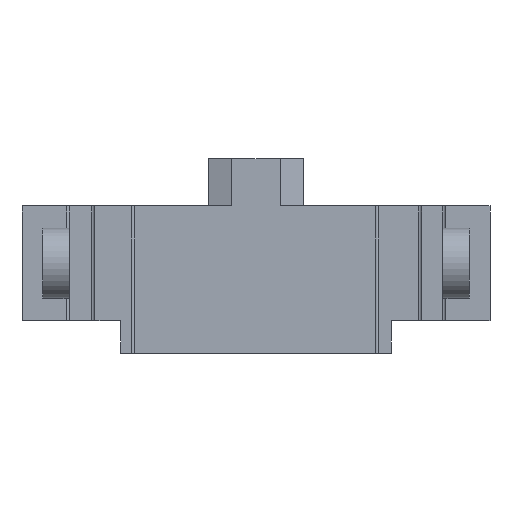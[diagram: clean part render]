
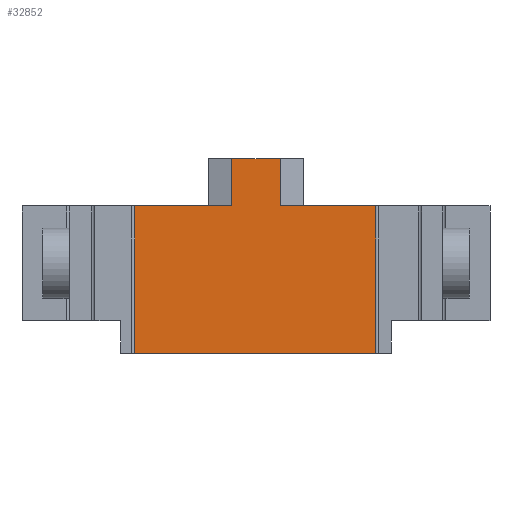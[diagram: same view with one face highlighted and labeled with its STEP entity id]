
A CAD part, front view. The second image highlights one B-rep face of the part: STEP entity #32852.
In plain terms, the highlighted planar face has unit normal (0, -1, 0).
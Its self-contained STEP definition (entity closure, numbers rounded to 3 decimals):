
#3187 = PLANE('',#3188);
#3188 = AXIS2_PLACEMENT_3D('',#3189,#3190,#3191);
#3189 = CARTESIAN_POINT('',(-15.9,-40.,3.4));
#3190 = DIRECTION('',(0.,0.,1.));
#3191 = DIRECTION('',(1.,0.,-0.));
#4288 = PLANE('',#4289);
#4289 = AXIS2_PLACEMENT_3D('',#4290,#4291,#4292);
#4290 = CARTESIAN_POINT('',(-12.7,-39.9,-6.6));
#4291 = DIRECTION('',(0.,0.,-1.));
#4292 = DIRECTION('',(0.,1.,0.));
#5569 = PLANE('',#5570);
#5570 = AXIS2_PLACEMENT_3D('',#5571,#5572,#5573);
#5571 = CARTESIAN_POINT('',(-15.9,-40.,3.4));
#5572 = DIRECTION('',(0.,0.,1.));
#5573 = DIRECTION('',(1.,0.,-0.));
#8376 = VERTEX_POINT('',#8377);
#8377 = CARTESIAN_POINT('',(1.65,-39.9,3.4));
#8393 = PLANE('',#8394);
#8394 = AXIS2_PLACEMENT_3D('',#8395,#8396,#8397);
#8395 = CARTESIAN_POINT('',(2.45,-39.667,3.4));
#8396 = DIRECTION('',(0.28,-0.96,0.));
#8397 = DIRECTION('',(0.,0.,-1.));
#8405 = EDGE_CURVE('',#8406,#8376,#8408,.T.);
#8406 = VERTEX_POINT('',#8407);
#8407 = CARTESIAN_POINT('',(8.15,-39.9,3.4));
#8408 = SURFACE_CURVE('',#8409,(#8413,#8420),.PCURVE_S1.);
#8409 = LINE('',#8410,#8411);
#8410 = CARTESIAN_POINT('',(12.7,-39.9,3.4));
#8411 = VECTOR('',#8412,1.);
#8412 = DIRECTION('',(-1.,0.,0.));
#8413 = PCURVE('',#3187,#8414);
#8414 = DEFINITIONAL_REPRESENTATION('',(#8415),#8419);
#8415 = LINE('',#8416,#8417);
#8416 = CARTESIAN_POINT('',(28.6,0.1));
#8417 = VECTOR('',#8418,1.);
#8418 = DIRECTION('',(-1.,0.));
#8419 = ( GEOMETRIC_REPRESENTATION_CONTEXT(2) 
PARAMETRIC_REPRESENTATION_CONTEXT() REPRESENTATION_CONTEXT('2D SPACE',''
  ) );
#8420 = PCURVE('',#8421,#8426);
#8421 = PLANE('',#8422);
#8422 = AXIS2_PLACEMENT_3D('',#8423,#8424,#8425);
#8423 = CARTESIAN_POINT('',(8.,-39.9,-6.6));
#8424 = DIRECTION('',(0.,1.,0.));
#8425 = DIRECTION('',(0.,0.,1.));
#8426 = DEFINITIONAL_REPRESENTATION('',(#8427),#8431);
#8427 = LINE('',#8428,#8429);
#8428 = CARTESIAN_POINT('',(10.,4.7));
#8429 = VECTOR('',#8430,1.);
#8430 = DIRECTION('',(0.,-1.));
#8431 = ( GEOMETRIC_REPRESENTATION_CONTEXT(2) 
PARAMETRIC_REPRESENTATION_CONTEXT() REPRESENTATION_CONTEXT('2D SPACE',''
  ) );
#8450 = CYLINDRICAL_SURFACE('',#8451,0.2);
#8451 = AXIS2_PLACEMENT_3D('',#8452,#8453,#8454);
#8452 = CARTESIAN_POINT('',(8.35,-39.9,-6.6));
#8453 = DIRECTION('',(0.,0.,1.));
#8454 = DIRECTION('',(0.,1.,0.));
#14759 = VERTEX_POINT('',#14760);
#14760 = CARTESIAN_POINT('',(-8.25,-39.9,-6.6));
#14774 = PLANE('',#14775);
#14775 = AXIS2_PLACEMENT_3D('',#14776,#14777,#14778);
#14776 = CARTESIAN_POINT('',(-8.25,-39.1,3.4));
#14777 = DIRECTION('',(-1.,0.,0.));
#14778 = DIRECTION('',(0.,-1.,0.));
#14845 = VERTEX_POINT('',#14846);
#14846 = CARTESIAN_POINT('',(8.15,-39.9,-6.6));
#14872 = EDGE_CURVE('',#14845,#14759,#14873,.T.);
#14873 = SURFACE_CURVE('',#14874,(#14878,#14885),.PCURVE_S1.);
#14874 = LINE('',#14875,#14876);
#14875 = CARTESIAN_POINT('',(8.15,-39.9,-6.6));
#14876 = VECTOR('',#14877,1.);
#14877 = DIRECTION('',(-1.,0.,0.));
#14878 = PCURVE('',#4288,#14879);
#14879 = DEFINITIONAL_REPRESENTATION('',(#14880),#14884);
#14880 = LINE('',#14881,#14882);
#14881 = CARTESIAN_POINT('',(0.,20.85));
#14882 = VECTOR('',#14883,1.);
#14883 = DIRECTION('',(0.,-1.));
#14884 = ( GEOMETRIC_REPRESENTATION_CONTEXT(2) 
PARAMETRIC_REPRESENTATION_CONTEXT() REPRESENTATION_CONTEXT('2D SPACE',''
  ) );
#14885 = PCURVE('',#8421,#14886);
#14886 = DEFINITIONAL_REPRESENTATION('',(#14887),#14891);
#14887 = LINE('',#14888,#14889);
#14888 = CARTESIAN_POINT('',(0.,0.15));
#14889 = VECTOR('',#14890,1.);
#14890 = DIRECTION('',(0.,-1.));
#14891 = ( GEOMETRIC_REPRESENTATION_CONTEXT(2) 
PARAMETRIC_REPRESENTATION_CONTEXT() REPRESENTATION_CONTEXT('2D SPACE',''
  ) );
#15628 = VERTEX_POINT('',#15629);
#15629 = CARTESIAN_POINT('',(-8.25,-39.9,3.4));
#15650 = EDGE_CURVE('',#15651,#15628,#15653,.T.);
#15651 = VERTEX_POINT('',#15652);
#15652 = CARTESIAN_POINT('',(-1.65,-39.9,3.4));
#15653 = SURFACE_CURVE('',#15654,(#15658,#15665),.PCURVE_S1.);
#15654 = LINE('',#15655,#15656);
#15655 = CARTESIAN_POINT('',(12.7,-39.9,3.4));
#15656 = VECTOR('',#15657,1.);
#15657 = DIRECTION('',(-1.,0.,0.));
#15658 = PCURVE('',#5569,#15659);
#15659 = DEFINITIONAL_REPRESENTATION('',(#15660),#15664);
#15660 = LINE('',#15661,#15662);
#15661 = CARTESIAN_POINT('',(28.6,0.1));
#15662 = VECTOR('',#15663,1.);
#15663 = DIRECTION('',(-1.,0.));
#15664 = ( GEOMETRIC_REPRESENTATION_CONTEXT(2) 
PARAMETRIC_REPRESENTATION_CONTEXT() REPRESENTATION_CONTEXT('2D SPACE',''
  ) );
#15665 = PCURVE('',#8421,#15666);
#15666 = DEFINITIONAL_REPRESENTATION('',(#15667),#15671);
#15667 = LINE('',#15668,#15669);
#15668 = CARTESIAN_POINT('',(10.,4.7));
#15669 = VECTOR('',#15670,1.);
#15670 = DIRECTION('',(0.,-1.));
#15671 = ( GEOMETRIC_REPRESENTATION_CONTEXT(2) 
PARAMETRIC_REPRESENTATION_CONTEXT() REPRESENTATION_CONTEXT('2D SPACE',''
  ) );
#15689 = PLANE('',#15690);
#15690 = AXIS2_PLACEMENT_3D('',#15691,#15692,#15693);
#15691 = CARTESIAN_POINT('',(-2.45,-39.667,3.4));
#15692 = DIRECTION('',(0.28,0.96,0.));
#15693 = DIRECTION('',(0.,0.,-1.));
#22007 = PLANE('',#22008);
#22008 = AXIS2_PLACEMENT_3D('',#22009,#22010,#22011);
#22009 = CARTESIAN_POINT('',(-1.65,-40.,6.6));
#22010 = DIRECTION('',(0.,0.,1.));
#22011 = DIRECTION('',(1.,0.,-0.));
#23065 = EDGE_CURVE('',#8376,#23066,#23068,.T.);
#23066 = VERTEX_POINT('',#23067);
#23067 = CARTESIAN_POINT('',(1.65,-39.9,6.6));
#23068 = SURFACE_CURVE('',#23069,(#23073,#23080),.PCURVE_S1.);
#23069 = LINE('',#23070,#23071);
#23070 = CARTESIAN_POINT('',(1.65,-39.9,5.));
#23071 = VECTOR('',#23072,1.);
#23072 = DIRECTION('',(-0.,0.,1.));
#23073 = PCURVE('',#8393,#23074);
#23074 = DEFINITIONAL_REPRESENTATION('',(#23075),#23079);
#23075 = LINE('',#23076,#23077);
#23076 = CARTESIAN_POINT('',(-1.6,-0.833));
#23077 = VECTOR('',#23078,1.);
#23078 = DIRECTION('',(-1.,0.));
#23079 = ( GEOMETRIC_REPRESENTATION_CONTEXT(2) 
PARAMETRIC_REPRESENTATION_CONTEXT() REPRESENTATION_CONTEXT('2D SPACE',''
  ) );
#23080 = PCURVE('',#8421,#23081);
#23081 = DEFINITIONAL_REPRESENTATION('',(#23082),#23086);
#23082 = LINE('',#23083,#23084);
#23083 = CARTESIAN_POINT('',(11.6,-6.35));
#23084 = VECTOR('',#23085,1.);
#23085 = DIRECTION('',(1.,0.));
#23086 = ( GEOMETRIC_REPRESENTATION_CONTEXT(2) 
PARAMETRIC_REPRESENTATION_CONTEXT() REPRESENTATION_CONTEXT('2D SPACE',''
  ) );
#32832 = EDGE_CURVE('',#14845,#8406,#32833,.T.);
#32833 = SURFACE_CURVE('',#32834,(#32838,#32845),.PCURVE_S1.);
#32834 = LINE('',#32835,#32836);
#32835 = CARTESIAN_POINT('',(8.15,-39.9,-6.6));
#32836 = VECTOR('',#32837,1.);
#32837 = DIRECTION('',(0.,0.,1.));
#32838 = PCURVE('',#8450,#32839);
#32839 = DEFINITIONAL_REPRESENTATION('',(#32840),#32844);
#32840 = LINE('',#32841,#32842);
#32841 = CARTESIAN_POINT('',(7.854,0.));
#32842 = VECTOR('',#32843,1.);
#32843 = DIRECTION('',(0.,1.));
#32844 = ( GEOMETRIC_REPRESENTATION_CONTEXT(2) 
PARAMETRIC_REPRESENTATION_CONTEXT() REPRESENTATION_CONTEXT('2D SPACE',''
  ) );
#32845 = PCURVE('',#8421,#32846);
#32846 = DEFINITIONAL_REPRESENTATION('',(#32847),#32851);
#32847 = LINE('',#32848,#32849);
#32848 = CARTESIAN_POINT('',(0.,0.15));
#32849 = VECTOR('',#32850,1.);
#32850 = DIRECTION('',(1.,0.));
#32851 = ( GEOMETRIC_REPRESENTATION_CONTEXT(2) 
PARAMETRIC_REPRESENTATION_CONTEXT() REPRESENTATION_CONTEXT('2D SPACE',''
  ) );
#32852 = ADVANCED_FACE('',(#32853),#8421,.F.);
#32853 = FACE_BOUND('',#32854,.F.);
#32854 = EDGE_LOOP('',(#32855,#32876,#32877,#32900,#32921,#32922,#32923,
    #32924));
#32855 = ORIENTED_EDGE('',*,*,#32856,.T.);
#32856 = EDGE_CURVE('',#14759,#15628,#32857,.T.);
#32857 = SURFACE_CURVE('',#32858,(#32862,#32869),.PCURVE_S1.);
#32858 = LINE('',#32859,#32860);
#32859 = CARTESIAN_POINT('',(-8.25,-39.9,-0.5));
#32860 = VECTOR('',#32861,1.);
#32861 = DIRECTION('',(0.,-0.,1.));
#32862 = PCURVE('',#8421,#32863);
#32863 = DEFINITIONAL_REPRESENTATION('',(#32864),#32868);
#32864 = LINE('',#32865,#32866);
#32865 = CARTESIAN_POINT('',(6.1,-16.25));
#32866 = VECTOR('',#32867,1.);
#32867 = DIRECTION('',(1.,0.));
#32868 = ( GEOMETRIC_REPRESENTATION_CONTEXT(2) 
PARAMETRIC_REPRESENTATION_CONTEXT() REPRESENTATION_CONTEXT('2D SPACE',''
  ) );
#32869 = PCURVE('',#14774,#32870);
#32870 = DEFINITIONAL_REPRESENTATION('',(#32871),#32875);
#32871 = LINE('',#32872,#32873);
#32872 = CARTESIAN_POINT('',(0.8,-3.9));
#32873 = VECTOR('',#32874,1.);
#32874 = DIRECTION('',(0.,1.));
#32875 = ( GEOMETRIC_REPRESENTATION_CONTEXT(2) 
PARAMETRIC_REPRESENTATION_CONTEXT() REPRESENTATION_CONTEXT('2D SPACE',''
  ) );
#32876 = ORIENTED_EDGE('',*,*,#15650,.F.);
#32877 = ORIENTED_EDGE('',*,*,#32878,.F.);
#32878 = EDGE_CURVE('',#32879,#15651,#32881,.T.);
#32879 = VERTEX_POINT('',#32880);
#32880 = CARTESIAN_POINT('',(-1.65,-39.9,6.6));
#32881 = SURFACE_CURVE('',#32882,(#32886,#32893),.PCURVE_S1.);
#32882 = LINE('',#32883,#32884);
#32883 = CARTESIAN_POINT('',(-1.65,-39.9,3.4));
#32884 = VECTOR('',#32885,1.);
#32885 = DIRECTION('',(0.,0.,-1.));
#32886 = PCURVE('',#8421,#32887);
#32887 = DEFINITIONAL_REPRESENTATION('',(#32888),#32892);
#32888 = LINE('',#32889,#32890);
#32889 = CARTESIAN_POINT('',(10.,-9.65));
#32890 = VECTOR('',#32891,1.);
#32891 = DIRECTION('',(-1.,0.));
#32892 = ( GEOMETRIC_REPRESENTATION_CONTEXT(2) 
PARAMETRIC_REPRESENTATION_CONTEXT() REPRESENTATION_CONTEXT('2D SPACE',''
  ) );
#32893 = PCURVE('',#15689,#32894);
#32894 = DEFINITIONAL_REPRESENTATION('',(#32895),#32899);
#32895 = LINE('',#32896,#32897);
#32896 = CARTESIAN_POINT('',(0.,-0.833));
#32897 = VECTOR('',#32898,1.);
#32898 = DIRECTION('',(1.,-0.));
#32899 = ( GEOMETRIC_REPRESENTATION_CONTEXT(2) 
PARAMETRIC_REPRESENTATION_CONTEXT() REPRESENTATION_CONTEXT('2D SPACE',''
  ) );
#32900 = ORIENTED_EDGE('',*,*,#32901,.F.);
#32901 = EDGE_CURVE('',#23066,#32879,#32902,.T.);
#32902 = SURFACE_CURVE('',#32903,(#32907,#32914),.PCURVE_S1.);
#32903 = LINE('',#32904,#32905);
#32904 = CARTESIAN_POINT('',(3.25,-39.9,6.6));
#32905 = VECTOR('',#32906,1.);
#32906 = DIRECTION('',(-1.,0.,0.));
#32907 = PCURVE('',#8421,#32908);
#32908 = DEFINITIONAL_REPRESENTATION('',(#32909),#32913);
#32909 = LINE('',#32910,#32911);
#32910 = CARTESIAN_POINT('',(13.2,-4.75));
#32911 = VECTOR('',#32912,1.);
#32912 = DIRECTION('',(0.,-1.));
#32913 = ( GEOMETRIC_REPRESENTATION_CONTEXT(2) 
PARAMETRIC_REPRESENTATION_CONTEXT() REPRESENTATION_CONTEXT('2D SPACE',''
  ) );
#32914 = PCURVE('',#22007,#32915);
#32915 = DEFINITIONAL_REPRESENTATION('',(#32916),#32920);
#32916 = LINE('',#32917,#32918);
#32917 = CARTESIAN_POINT('',(4.9,0.1));
#32918 = VECTOR('',#32919,1.);
#32919 = DIRECTION('',(-1.,0.));
#32920 = ( GEOMETRIC_REPRESENTATION_CONTEXT(2) 
PARAMETRIC_REPRESENTATION_CONTEXT() REPRESENTATION_CONTEXT('2D SPACE',''
  ) );
#32921 = ORIENTED_EDGE('',*,*,#23065,.F.);
#32922 = ORIENTED_EDGE('',*,*,#8405,.F.);
#32923 = ORIENTED_EDGE('',*,*,#32832,.F.);
#32924 = ORIENTED_EDGE('',*,*,#14872,.T.);
